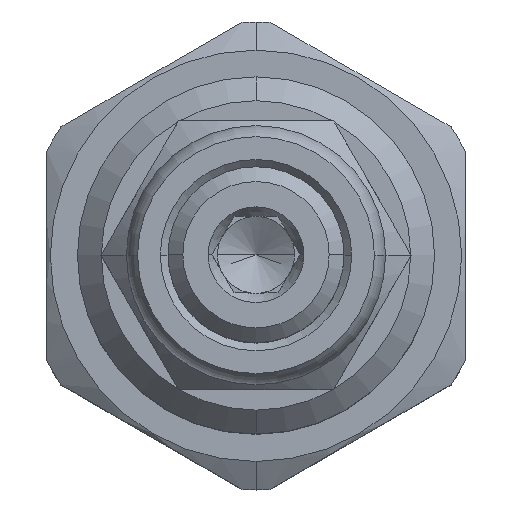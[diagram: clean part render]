
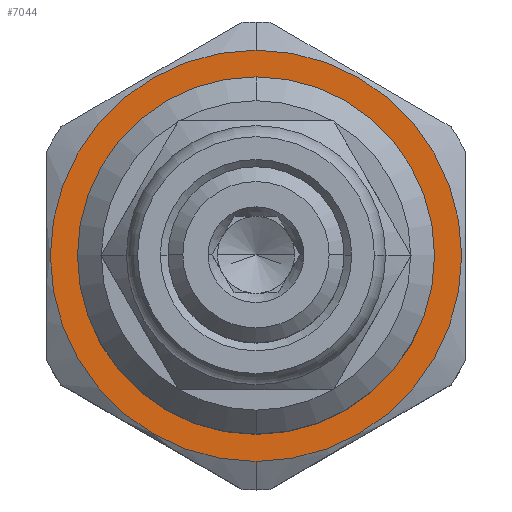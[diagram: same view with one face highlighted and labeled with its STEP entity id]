
A CAD part, top view. The second image highlights one B-rep face of the part: STEP entity #7044.
In plain terms, the highlighted planar face has unit normal (0, 0, 1).
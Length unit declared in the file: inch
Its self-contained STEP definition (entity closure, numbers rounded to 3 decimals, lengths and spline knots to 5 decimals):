
#1022=CARTESIAN_POINT('',(0.,0.,2.246));
#1023=DIRECTION('',(0.,0.,1.));
#1024=DIRECTION('',(0.,-1.,0.));
#1025=AXIS2_PLACEMENT_3D('',#1022,#1023,#1024);
#1027=CARTESIAN_POINT('',(0.,0.,2.246));
#1028=DIRECTION('',(0.,0.,-1.));
#1029=DIRECTION('',(0.,-1.,0.));
#1030=AXIS2_PLACEMENT_3D('',#1027,#1028,#1029);
#1036=CARTESIAN_POINT('',(0.,0.,2.246));
#1037=DIRECTION('',(0.,0.,-1.));
#1038=DIRECTION('',(0.,-1.,0.));
#1039=AXIS2_PLACEMENT_3D('',#1036,#1037,#1038);
#1230=CARTESIAN_POINT('',(0.,0.,2.246));
#1231=DIRECTION('',(0.,0.,1.));
#1232=DIRECTION('',(0.,-1.,0.));
#1233=AXIS2_PLACEMENT_3D('',#1230,#1231,#1232);
#4721=CARTESIAN_POINT('',(0.,-0.43,2.246));
#4723=VERTEX_POINT('',#4721);
#4729=CARTESIAN_POINT('',(0.,0.43,2.246));
#4731=VERTEX_POINT('',#4729);
#4737=CARTESIAN_POINT('',(0.,-0.3735,2.246));
#4738=CARTESIAN_POINT('',(0.,0.3735,2.246));
#4739=VERTEX_POINT('',#4737);
#4740=VERTEX_POINT('',#4738);
#7029=CARTESIAN_POINT('',(0.,0.,2.246));
#7030=DIRECTION('',(0.,0.,1.));
#7031=DIRECTION('',(0.,-1.,0.));
#7032=AXIS2_PLACEMENT_3D('',#7029,#7030,#7031);
#7033=PLANE('',#7032);
#7035=ORIENTED_EDGE('',*,*,#7034,.T.);
#7037=ORIENTED_EDGE('',*,*,#7036,.F.);
#7038=EDGE_LOOP('',(#7035,#7037));
#7039=FACE_OUTER_BOUND('',#7038,.F.);
#7040=ORIENTED_EDGE('',*,*,#6973,.T.);
#7041=ORIENTED_EDGE('',*,*,#7015,.F.);
#7042=EDGE_LOOP('',(#7040,#7041));
#7043=FACE_BOUND('',#7042,.F.);
#1026=CIRCLE('',#1025,0.3735);
#1031=CIRCLE('',#1030,0.3735);
#1040=CIRCLE('',#1039,0.43);
#1234=CIRCLE('',#1233,0.43);
#6973=EDGE_CURVE('',#4739,#4740,#1026,.T.);
#7015=EDGE_CURVE('',#4739,#4740,#1031,.T.);
#7034=EDGE_CURVE('',#4723,#4731,#1040,.T.);
#7036=EDGE_CURVE('',#4723,#4731,#1234,.T.);
#7044=ADVANCED_FACE('',(#7039,#7043),#7033,.T.);
